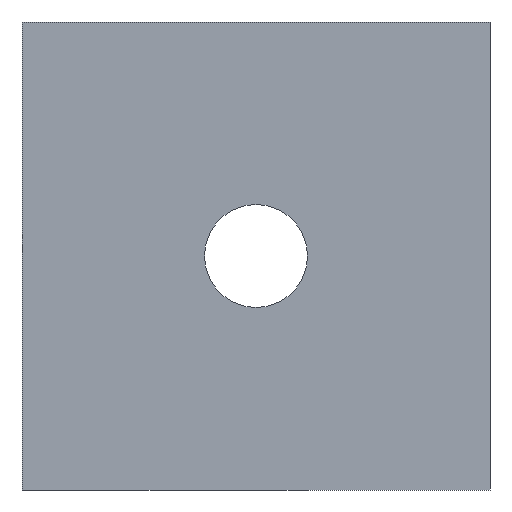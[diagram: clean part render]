
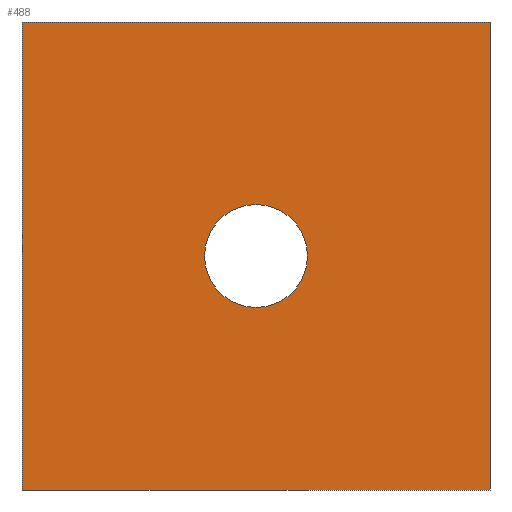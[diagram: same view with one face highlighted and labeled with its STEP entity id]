
A CAD part, left-side view. The second image highlights one B-rep face of the part: STEP entity #488.
In plain terms, the highlighted planar face has unit normal (-1, 0, 0).
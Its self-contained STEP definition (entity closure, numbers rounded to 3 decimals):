
#32 = PLANE('',#33);
#33 = AXIS2_PLACEMENT_3D('',#34,#35,#36);
#34 = CARTESIAN_POINT('',(0.,-15.,0.));
#35 = DIRECTION('',(0.,1.,0.));
#36 = DIRECTION('',(1.,0.,0.));
#57 = VERTEX_POINT('',#58);
#58 = CARTESIAN_POINT('',(0.,-15.,0.));
#72 = PLANE('',#73);
#73 = AXIS2_PLACEMENT_3D('',#74,#75,#76);
#74 = CARTESIAN_POINT('',(14.6,0.,0.));
#75 = DIRECTION('',(0.,0.,1.));
#76 = DIRECTION('',(1.,0.,0.));
#84 = EDGE_CURVE('',#57,#85,#87,.T.);
#85 = VERTEX_POINT('',#86);
#86 = CARTESIAN_POINT('',(0.,-15.,30.));
#87 = SURFACE_CURVE('',#88,(#92,#99),.PCURVE_S1.);
#88 = LINE('',#89,#90);
#89 = CARTESIAN_POINT('',(0.,-15.,0.));
#90 = VECTOR('',#91,1.);
#91 = DIRECTION('',(0.,0.,1.));
#92 = PCURVE('',#32,#93);
#93 = DEFINITIONAL_REPRESENTATION('',(#94),#98);
#94 = LINE('',#95,#96);
#95 = CARTESIAN_POINT('',(0.,0.));
#96 = VECTOR('',#97,1.);
#97 = DIRECTION('',(0.,-1.));
#98 = ( GEOMETRIC_REPRESENTATION_CONTEXT(2) 
PARAMETRIC_REPRESENTATION_CONTEXT() REPRESENTATION_CONTEXT('2D SPACE',''
  ) );
#99 = PCURVE('',#100,#105);
#100 = PLANE('',#101);
#101 = AXIS2_PLACEMENT_3D('',#102,#103,#104);
#102 = CARTESIAN_POINT('',(0.,15.,0.));
#103 = DIRECTION('',(1.,0.,0.));
#104 = DIRECTION('',(0.,-1.,0.));
#105 = DEFINITIONAL_REPRESENTATION('',(#106),#110);
#106 = LINE('',#107,#108);
#107 = CARTESIAN_POINT('',(30.,0.));
#108 = VECTOR('',#109,1.);
#109 = DIRECTION('',(0.,-1.));
#110 = ( GEOMETRIC_REPRESENTATION_CONTEXT(2) 
PARAMETRIC_REPRESENTATION_CONTEXT() REPRESENTATION_CONTEXT('2D SPACE',''
  ) );
#128 = PLANE('',#129);
#129 = AXIS2_PLACEMENT_3D('',#130,#131,#132);
#130 = CARTESIAN_POINT('',(14.6,0.,30.));
#131 = DIRECTION('',(0.,0.,1.));
#132 = DIRECTION('',(1.,0.,0.));
#279 = PLANE('',#280);
#280 = AXIS2_PLACEMENT_3D('',#281,#282,#283);
#281 = CARTESIAN_POINT('',(29.2,15.,0.));
#282 = DIRECTION('',(0.,-1.,0.));
#283 = DIRECTION('',(-1.,0.,0.));
#446 = VERTEX_POINT('',#447);
#447 = CARTESIAN_POINT('',(0.,15.,30.));
#468 = EDGE_CURVE('',#446,#85,#469,.T.);
#469 = SURFACE_CURVE('',#470,(#474,#481),.PCURVE_S1.);
#470 = LINE('',#471,#472);
#471 = CARTESIAN_POINT('',(0.,15.,30.));
#472 = VECTOR('',#473,1.);
#473 = DIRECTION('',(0.,-1.,0.));
#474 = PCURVE('',#128,#475);
#475 = DEFINITIONAL_REPRESENTATION('',(#476),#480);
#476 = LINE('',#477,#478);
#477 = CARTESIAN_POINT('',(-14.6,15.));
#478 = VECTOR('',#479,1.);
#479 = DIRECTION('',(0.,-1.));
#480 = ( GEOMETRIC_REPRESENTATION_CONTEXT(2) 
PARAMETRIC_REPRESENTATION_CONTEXT() REPRESENTATION_CONTEXT('2D SPACE',''
  ) );
#481 = PCURVE('',#100,#482);
#482 = DEFINITIONAL_REPRESENTATION('',(#483),#487);
#483 = LINE('',#484,#485);
#484 = CARTESIAN_POINT('',(0.,-30.));
#485 = VECTOR('',#486,1.);
#486 = DIRECTION('',(1.,0.));
#487 = ( GEOMETRIC_REPRESENTATION_CONTEXT(2) 
PARAMETRIC_REPRESENTATION_CONTEXT() REPRESENTATION_CONTEXT('2D SPACE',''
  ) );
#488 = ADVANCED_FACE('',(#489,#537),#100,.F.);
#489 = FACE_BOUND('',#490,.F.);
#490 = EDGE_LOOP('',(#491,#514,#515,#516));
#491 = ORIENTED_EDGE('',*,*,#492,.T.);
#492 = EDGE_CURVE('',#493,#446,#495,.T.);
#493 = VERTEX_POINT('',#494);
#494 = CARTESIAN_POINT('',(0.,15.,0.));
#495 = SURFACE_CURVE('',#496,(#500,#507),.PCURVE_S1.);
#496 = LINE('',#497,#498);
#497 = CARTESIAN_POINT('',(0.,15.,0.));
#498 = VECTOR('',#499,1.);
#499 = DIRECTION('',(0.,0.,1.));
#500 = PCURVE('',#100,#501);
#501 = DEFINITIONAL_REPRESENTATION('',(#502),#506);
#502 = LINE('',#503,#504);
#503 = CARTESIAN_POINT('',(0.,0.));
#504 = VECTOR('',#505,1.);
#505 = DIRECTION('',(0.,-1.));
#506 = ( GEOMETRIC_REPRESENTATION_CONTEXT(2) 
PARAMETRIC_REPRESENTATION_CONTEXT() REPRESENTATION_CONTEXT('2D SPACE',''
  ) );
#507 = PCURVE('',#279,#508);
#508 = DEFINITIONAL_REPRESENTATION('',(#509),#513);
#509 = LINE('',#510,#511);
#510 = CARTESIAN_POINT('',(29.2,0.));
#511 = VECTOR('',#512,1.);
#512 = DIRECTION('',(0.,-1.));
#513 = ( GEOMETRIC_REPRESENTATION_CONTEXT(2) 
PARAMETRIC_REPRESENTATION_CONTEXT() REPRESENTATION_CONTEXT('2D SPACE',''
  ) );
#514 = ORIENTED_EDGE('',*,*,#468,.T.);
#515 = ORIENTED_EDGE('',*,*,#84,.F.);
#516 = ORIENTED_EDGE('',*,*,#517,.F.);
#517 = EDGE_CURVE('',#493,#57,#518,.T.);
#518 = SURFACE_CURVE('',#519,(#523,#530),.PCURVE_S1.);
#519 = LINE('',#520,#521);
#520 = CARTESIAN_POINT('',(0.,15.,0.));
#521 = VECTOR('',#522,1.);
#522 = DIRECTION('',(0.,-1.,0.));
#523 = PCURVE('',#100,#524);
#524 = DEFINITIONAL_REPRESENTATION('',(#525),#529);
#525 = LINE('',#526,#527);
#526 = CARTESIAN_POINT('',(0.,0.));
#527 = VECTOR('',#528,1.);
#528 = DIRECTION('',(1.,0.));
#529 = ( GEOMETRIC_REPRESENTATION_CONTEXT(2) 
PARAMETRIC_REPRESENTATION_CONTEXT() REPRESENTATION_CONTEXT('2D SPACE',''
  ) );
#530 = PCURVE('',#72,#531);
#531 = DEFINITIONAL_REPRESENTATION('',(#532),#536);
#532 = LINE('',#533,#534);
#533 = CARTESIAN_POINT('',(-14.6,15.));
#534 = VECTOR('',#535,1.);
#535 = DIRECTION('',(0.,-1.));
#536 = ( GEOMETRIC_REPRESENTATION_CONTEXT(2) 
PARAMETRIC_REPRESENTATION_CONTEXT() REPRESENTATION_CONTEXT('2D SPACE',''
  ) );
#537 = FACE_BOUND('',#538,.F.);
#538 = EDGE_LOOP('',(#539));
#539 = ORIENTED_EDGE('',*,*,#540,.F.);
#540 = EDGE_CURVE('',#541,#541,#543,.T.);
#541 = VERTEX_POINT('',#542);
#542 = CARTESIAN_POINT('',(0.,0.,18.3));
#543 = SURFACE_CURVE('',#544,(#549,#556),.PCURVE_S1.);
#544 = CIRCLE('',#545,3.3);
#545 = AXIS2_PLACEMENT_3D('',#546,#547,#548);
#546 = CARTESIAN_POINT('',(0.,0.,15.));
#547 = DIRECTION('',(1.,0.,0.));
#548 = DIRECTION('',(0.,0.,1.));
#549 = PCURVE('',#100,#550);
#550 = DEFINITIONAL_REPRESENTATION('',(#551),#555);
#551 = CIRCLE('',#552,3.3);
#552 = AXIS2_PLACEMENT_2D('',#553,#554);
#553 = CARTESIAN_POINT('',(15.,-15.));
#554 = DIRECTION('',(0.,-1.));
#555 = ( GEOMETRIC_REPRESENTATION_CONTEXT(2) 
PARAMETRIC_REPRESENTATION_CONTEXT() REPRESENTATION_CONTEXT('2D SPACE',''
  ) );
#556 = PCURVE('',#557,#562);
#557 = CYLINDRICAL_SURFACE('',#558,3.3);
#558 = AXIS2_PLACEMENT_3D('',#559,#560,#561);
#559 = CARTESIAN_POINT('',(10.,0.,15.));
#560 = DIRECTION('',(1.,0.,0.));
#561 = DIRECTION('',(0.,0.,1.));
#562 = DEFINITIONAL_REPRESENTATION('',(#563),#567);
#563 = LINE('',#564,#565);
#564 = CARTESIAN_POINT('',(-6.283,-10.));
#565 = VECTOR('',#566,1.);
#566 = DIRECTION('',(1.,0.));
#567 = ( GEOMETRIC_REPRESENTATION_CONTEXT(2) 
PARAMETRIC_REPRESENTATION_CONTEXT() REPRESENTATION_CONTEXT('2D SPACE',''
  ) );
